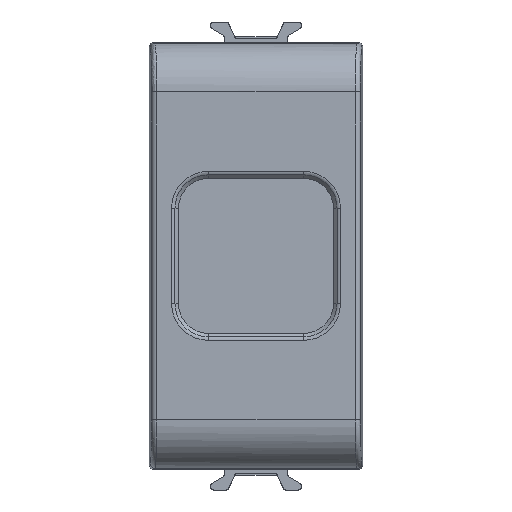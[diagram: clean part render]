
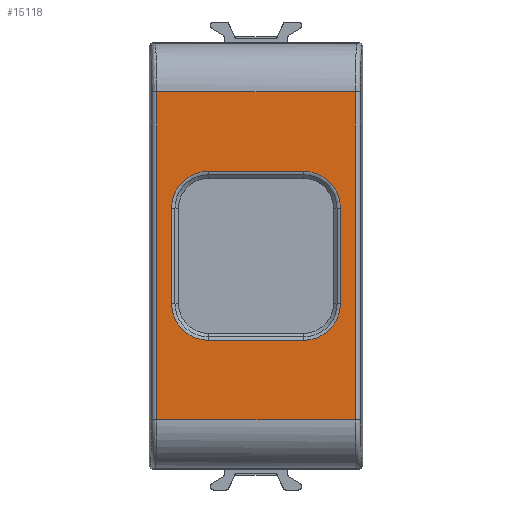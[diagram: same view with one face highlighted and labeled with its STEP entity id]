
A CAD part, top view. The second image highlights one B-rep face of the part: STEP entity #15118.
In plain terms, the highlighted planar face has unit normal (0, 0, 1).
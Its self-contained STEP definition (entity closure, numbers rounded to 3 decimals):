
#14397=AXIS2_PLACEMENT_3D('Circle Axis2P3D',#14395,#14396,$) ;
#14548=AXIS2_PLACEMENT_3D('Circle Axis2P3D',#14546,#14547,$) ;
#15057=AXIS2_PLACEMENT_3D('Plane Axis2P3D',#15054,#15055,#15056) ;
#15091=AXIS2_PLACEMENT_3D('Circle Axis2P3D',#15089,#15090,$) ;
#15105=AXIS2_PLACEMENT_3D('Circle Axis2P3D',#15103,#15104,$) ;
#11801=CARTESIAN_POINT('Vertex',(10.248,-16.903,11.2)) ;
#11804=CARTESIAN_POINT('Line Origine',(0.,-16.903,11.2)) ;
#11808=CARTESIAN_POINT('Vertex',(-10.248,-16.903,11.2)) ;
#14385=CARTESIAN_POINT('Vertex',(-4.9,-8.707,11.2)) ;
#14392=CARTESIAN_POINT('Vertex',(-8.707,-4.9,11.2)) ;
#14395=CARTESIAN_POINT('Axis2P3D Location',(-4.9,-4.9,11.2)) ;
#14416=CARTESIAN_POINT('Vertex',(-8.707,4.9,11.2)) ;
#14419=CARTESIAN_POINT('Line Origine',(-8.707,0.,11.2)) ;
#14512=CARTESIAN_POINT('Vertex',(8.707,4.9,11.2)) ;
#14519=CARTESIAN_POINT('Vertex',(8.707,-4.9,11.2)) ;
#14522=CARTESIAN_POINT('Line Origine',(8.707,0.,11.2)) ;
#14543=CARTESIAN_POINT('Vertex',(4.9,-8.707,11.2)) ;
#14546=CARTESIAN_POINT('Axis2P3D Location',(4.9,-4.9,11.2)) ;
#15054=CARTESIAN_POINT('Axis2P3D Location',(0.,0.,11.2)) ;
#15059=CARTESIAN_POINT('Line Origine',(10.248,0.,11.2)) ;
#15063=CARTESIAN_POINT('Vertex',(10.248,16.903,11.2)) ;
#15066=CARTESIAN_POINT('Line Origine',(0.,16.903,11.2)) ;
#15070=CARTESIAN_POINT('Vertex',(-10.248,16.903,11.2)) ;
#15073=CARTESIAN_POINT('Line Origine',(-10.248,0.,11.2)) ;
#15084=CARTESIAN_POINT('Line Origine',(0.,-8.707,11.2)) ;
#15089=CARTESIAN_POINT('Axis2P3D Location',(-4.9,4.9,11.2)) ;
#15093=CARTESIAN_POINT('Vertex',(-4.9,8.707,11.2)) ;
#15096=CARTESIAN_POINT('Line Origine',(0.,8.707,11.2)) ;
#15100=CARTESIAN_POINT('Vertex',(4.9,8.707,11.2)) ;
#15103=CARTESIAN_POINT('Axis2P3D Location',(4.9,4.9,11.2)) ;
#11805=DIRECTION('Vector Direction',(1.,0.,0.)) ;
#14396=DIRECTION('Axis2P3D Direction',(0.,0.,1.)) ;
#14420=DIRECTION('Vector Direction',(0.,1.,0.)) ;
#14523=DIRECTION('Vector Direction',(0.,-1.,0.)) ;
#14547=DIRECTION('Axis2P3D Direction',(0.,0.,1.)) ;
#15055=DIRECTION('Axis2P3D Direction',(0.,0.,1.)) ;
#15056=DIRECTION('Axis2P3D XDirection',(1.,0.,0.)) ;
#15060=DIRECTION('Vector Direction',(0.,-1.,0.)) ;
#15067=DIRECTION('Vector Direction',(1.,0.,0.)) ;
#15074=DIRECTION('Vector Direction',(0.,1.,0.)) ;
#15085=DIRECTION('Vector Direction',(1.,0.,0.)) ;
#15090=DIRECTION('Axis2P3D Direction',(0.,0.,1.)) ;
#15097=DIRECTION('Vector Direction',(-1.,0.,0.)) ;
#15104=DIRECTION('Axis2P3D Direction',(0.,0.,1.)) ;
#11806=VECTOR('Line Direction',#11805,1.) ;
#14421=VECTOR('Line Direction',#14420,1.) ;
#14524=VECTOR('Line Direction',#14523,1.) ;
#15061=VECTOR('Line Direction',#15060,1.) ;
#15068=VECTOR('Line Direction',#15067,1.) ;
#15075=VECTOR('Line Direction',#15074,1.) ;
#15086=VECTOR('Line Direction',#15085,1.) ;
#15098=VECTOR('Line Direction',#15097,1.) ;
#15079=ORIENTED_EDGE('',*,*,#11810,.T.) ;
#15080=ORIENTED_EDGE('',*,*,#15065,.T.) ;
#15081=ORIENTED_EDGE('',*,*,#15072,.T.) ;
#15082=ORIENTED_EDGE('',*,*,#15077,.T.) ;
#15109=ORIENTED_EDGE('',*,*,#14550,.T.) ;
#15110=ORIENTED_EDGE('',*,*,#15088,.T.) ;
#15111=ORIENTED_EDGE('',*,*,#14399,.T.) ;
#15112=ORIENTED_EDGE('',*,*,#14423,.T.) ;
#15113=ORIENTED_EDGE('',*,*,#15095,.T.) ;
#15114=ORIENTED_EDGE('',*,*,#15102,.T.) ;
#15115=ORIENTED_EDGE('',*,*,#15107,.T.) ;
#15116=ORIENTED_EDGE('',*,*,#14526,.T.) ;
#15117=FACE_BOUND('',#15108,.T.) ;
#15118=ADVANCED_FACE('PartBody',(#15083,#15117),#15058,.T.) ;
#14398=CIRCLE('generated circle',#14397,3.807) ;
#14549=CIRCLE('generated circle',#14548,3.807) ;
#15092=CIRCLE('generated circle',#15091,3.807) ;
#15106=CIRCLE('generated circle',#15105,3.807) ;
#11810=EDGE_CURVE('',#11809,#11802,#11807,.T.) ;
#14399=EDGE_CURVE('',#14386,#14393,#14398,.F.) ;
#14423=EDGE_CURVE('',#14393,#14417,#14422,.T.) ;
#14526=EDGE_CURVE('',#14513,#14520,#14525,.T.) ;
#14550=EDGE_CURVE('',#14520,#14544,#14549,.F.) ;
#15065=EDGE_CURVE('',#11802,#15064,#15062,.F.) ;
#15072=EDGE_CURVE('',#15064,#15071,#15069,.F.) ;
#15077=EDGE_CURVE('',#15071,#11809,#15076,.F.) ;
#15088=EDGE_CURVE('',#14544,#14386,#15087,.F.) ;
#15095=EDGE_CURVE('',#14417,#15094,#15092,.F.) ;
#15102=EDGE_CURVE('',#15094,#15101,#15099,.F.) ;
#15107=EDGE_CURVE('',#15101,#14513,#15106,.F.) ;
#15078=EDGE_LOOP('',(#15079,#15080,#15081,#15082)) ;
#15108=EDGE_LOOP('',(#15109,#15110,#15111,#15112,#15113,#15114,#15115,#15116)) ;
#15083=FACE_OUTER_BOUND('',#15078,.T.) ;
#11807=LINE('Line',#11804,#11806) ;
#14422=LINE('Line',#14419,#14421) ;
#14525=LINE('Line',#14522,#14524) ;
#15062=LINE('Line',#15059,#15061) ;
#15069=LINE('Line',#15066,#15068) ;
#15076=LINE('Line',#15073,#15075) ;
#15087=LINE('Line',#15084,#15086) ;
#15099=LINE('Line',#15096,#15098) ;
#15058=PLANE('',#15057) ;
#11802=VERTEX_POINT('',#11801) ;
#11809=VERTEX_POINT('',#11808) ;
#14386=VERTEX_POINT('',#14385) ;
#14393=VERTEX_POINT('',#14392) ;
#14417=VERTEX_POINT('',#14416) ;
#14513=VERTEX_POINT('',#14512) ;
#14520=VERTEX_POINT('',#14519) ;
#14544=VERTEX_POINT('',#14543) ;
#15064=VERTEX_POINT('',#15063) ;
#15071=VERTEX_POINT('',#15070) ;
#15094=VERTEX_POINT('',#15093) ;
#15101=VERTEX_POINT('',#15100) ;
